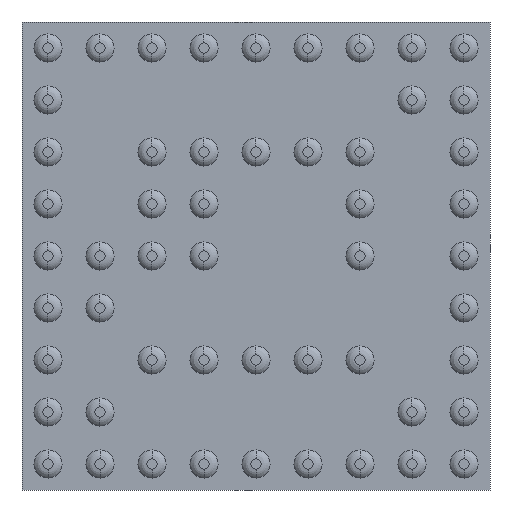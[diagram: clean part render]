
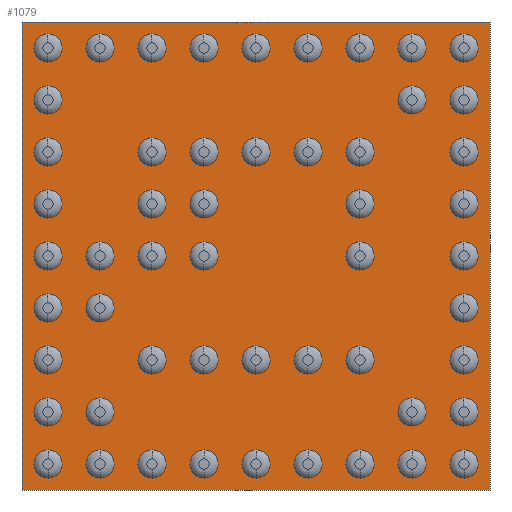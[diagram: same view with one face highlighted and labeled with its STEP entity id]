
A CAD part, front view. The second image highlights one B-rep face of the part: STEP entity #1079.
In plain terms, the highlighted planar face has unit normal (0, -1, 0).
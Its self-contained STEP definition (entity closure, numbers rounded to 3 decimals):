
#121 = CARTESIAN_POINT ( 'NONE',  ( -2.25, 0.045, 2.25 ) ) ;
#350 = CARTESIAN_POINT ( 'NONE',  ( 2.25, 0.045, 2.25 ) ) ;
#574 = DIRECTION ( 'NONE',  ( 0., 0., 1. ) ) ;
#680 = VECTOR ( 'NONE', #3658, 1000. ) ;
#688 = VERTEX_POINT ( 'NONE', #808 ) ;
#714 = ORIENTED_EDGE ( 'NONE', *, *, #777, .F. ) ;
#743 = FACE_OUTER_BOUND ( 'NONE', #4075, .T. ) ;
#777 = EDGE_CURVE ( 'NONE', #4690, #2927, #2671, .T. ) ;
#808 = CARTESIAN_POINT ( 'NONE',  ( -2.25, 0.045, -2.25 ) ) ;
#1079 = ADVANCED_FACE ( 'NONE', ( #743 ), #3678, .T. ) ;
#1423 = LINE ( 'NONE', #121, #5448 ) ;
#1662 = ORIENTED_EDGE ( 'NONE', *, *, #4360, .F. ) ;
#1810 = ORIENTED_EDGE ( 'NONE', *, *, #5844, .F. ) ;
#1874 = VERTEX_POINT ( 'NONE', #3536 ) ;
#2141 = AXIS2_PLACEMENT_3D ( 'NONE', #4544, #5025, #3182 ) ;
#2148 = ORIENTED_EDGE ( 'NONE', *, *, #5158, .F. ) ;
#2671 = LINE ( 'NONE', #4383, #680 ) ;
#2927 = VERTEX_POINT ( 'NONE', #5329 ) ;
#3096 = VECTOR ( 'NONE', #5100, 1000. ) ;
#3182 = DIRECTION ( 'NONE',  ( 0., 0., -1. ) ) ;
#3536 = CARTESIAN_POINT ( 'NONE',  ( 2.25, 0.045, -2.25 ) ) ;
#3658 = DIRECTION ( 'NONE',  ( 1., 0., 0. ) ) ;
#3678 = PLANE ( 'NONE',  #2141 ) ;
#3928 = LINE ( 'NONE', #350, #5929 ) ;
#4075 = EDGE_LOOP ( 'NONE', ( #1662, #714, #1810, #2148 ) ) ;
#4350 = CARTESIAN_POINT ( 'NONE',  ( -2.25, 0.045, 2.25 ) ) ;
#4360 = EDGE_CURVE ( 'NONE', #2927, #1874, #3928, .T. ) ;
#4383 = CARTESIAN_POINT ( 'NONE',  ( -2.25, 0.045, 2.25 ) ) ;
#4544 = CARTESIAN_POINT ( 'NONE',  ( 0., 0.045, 0. ) ) ;
#4690 = VERTEX_POINT ( 'NONE', #4350 ) ;
#5025 = DIRECTION ( 'NONE',  ( 0., -1., 0. ) ) ;
#5034 = LINE ( 'NONE', #5599, #3096 ) ;
#5100 = DIRECTION ( 'NONE',  ( -1., 0., 0. ) ) ;
#5158 = EDGE_CURVE ( 'NONE', #1874, #688, #5034, .T. ) ;
#5329 = CARTESIAN_POINT ( 'NONE',  ( 2.25, 0.045, 2.25 ) ) ;
#5448 = VECTOR ( 'NONE', #574, 1000. ) ;
#5599 = CARTESIAN_POINT ( 'NONE',  ( -2.25, 0.045, -2.25 ) ) ;
#5795 = DIRECTION ( 'NONE',  ( 0., 0., -1. ) ) ;
#5844 = EDGE_CURVE ( 'NONE', #688, #4690, #1423, .T. ) ;
#5929 = VECTOR ( 'NONE', #5795, 1000. ) ;
